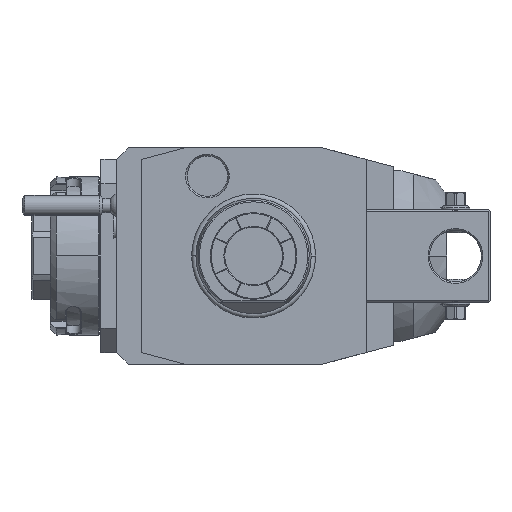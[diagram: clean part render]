
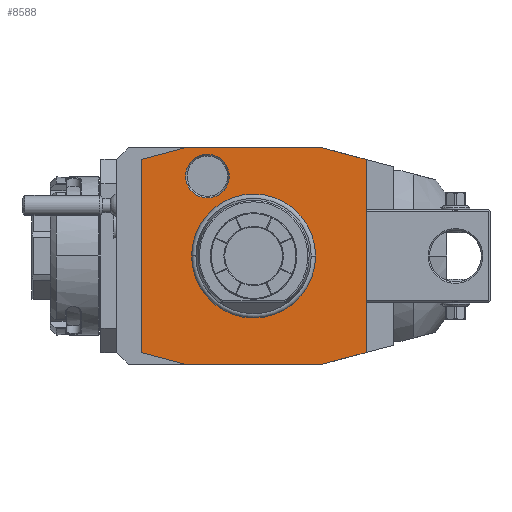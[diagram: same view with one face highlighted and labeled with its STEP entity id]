
A CAD part, front view. The second image highlights one B-rep face of the part: STEP entity #8588.
In plain terms, the highlighted planar face has unit normal (0, -1, 0).
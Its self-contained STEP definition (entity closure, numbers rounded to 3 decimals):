
#1=DIRECTION('',(-1.,0.,0.));
#2=VECTOR('',#1,48.);
#3=CARTESIAN_POINT('',(24.,0.,37.5));
#4=LINE('',#3,#2);
#5=DIRECTION('',(-0.966,0.,0.259));
#6=VECTOR('',#5,15.529);
#7=CARTESIAN_POINT('',(39.,0.,33.481));
#8=LINE('',#7,#6);
#9=DIRECTION('',(0.,0.,1.));
#10=VECTOR('',#9,66.962);
#11=CARTESIAN_POINT('',(39.,0.,-33.481));
#12=LINE('',#11,#10);
#13=DIRECTION('',(0.966,0.,0.259));
#14=VECTOR('',#13,15.529);
#15=CARTESIAN_POINT('',(24.,0.,-37.5));
#16=LINE('',#15,#14);
#17=DIRECTION('',(1.,0.,0.));
#18=VECTOR('',#17,48.);
#19=CARTESIAN_POINT('',(-24.,0.,-37.5));
#20=LINE('',#19,#18);
#21=DIRECTION('',(0.966,0.,-0.259));
#22=VECTOR('',#21,15.529);
#23=CARTESIAN_POINT('',(-39.,0.,-33.481));
#24=LINE('',#23,#22);
#25=DIRECTION('',(0.,0.,-1.));
#26=VECTOR('',#25,66.962);
#27=CARTESIAN_POINT('',(-39.,0.,33.481));
#28=LINE('',#27,#26);
#29=DIRECTION('',(-0.966,0.,-0.259));
#30=VECTOR('',#29,15.529);
#31=CARTESIAN_POINT('',(-24.,0.,37.5));
#32=LINE('',#31,#30);
#33=CARTESIAN_POINT('',(-16.,0.,27.713));
#34=DIRECTION('',(0.,1.,0.));
#35=DIRECTION('',(1.,0.,0.));
#36=AXIS2_PLACEMENT_3D('',#33,#34,#35);
#38=CARTESIAN_POINT('',(-16.,0.,27.713));
#39=DIRECTION('',(0.,1.,0.));
#40=DIRECTION('',(-1.,0.,0.));
#41=AXIS2_PLACEMENT_3D('',#38,#39,#40);
#5309=CARTESIAN_POINT('',(0.,0.,0.));
#5310=DIRECTION('',(0.,1.,0.));
#5311=DIRECTION('',(-1.,0.,0.));
#5312=AXIS2_PLACEMENT_3D('',#5309,#5310,#5311);
#5314=CARTESIAN_POINT('',(0.,0.,0.));
#5315=DIRECTION('',(0.,1.,0.));
#5316=DIRECTION('',(1.,0.,0.));
#5317=AXIS2_PLACEMENT_3D('',#5314,#5315,#5316);
#7528=CARTESIAN_POINT('',(-8.423,0.,27.713));
#7529=CARTESIAN_POINT('',(-23.577,0.,27.713));
#7530=VERTEX_POINT('',#7528);
#7531=VERTEX_POINT('',#7529);
#8355=CARTESIAN_POINT('',(24.,0.,37.5));
#8356=CARTESIAN_POINT('',(-24.,0.,37.5));
#8357=VERTEX_POINT('',#8355);
#8358=VERTEX_POINT('',#8356);
#8359=CARTESIAN_POINT('',(39.,0.,-33.481));
#8360=CARTESIAN_POINT('',(39.,0.,33.481));
#8361=VERTEX_POINT('',#8359);
#8362=VERTEX_POINT('',#8360);
#8363=CARTESIAN_POINT('',(-39.,0.,-33.481));
#8364=CARTESIAN_POINT('',(-24.,0.,-37.5));
#8365=VERTEX_POINT('',#8363);
#8366=VERTEX_POINT('',#8364);
#8367=CARTESIAN_POINT('',(-39.,0.,33.481));
#8368=VERTEX_POINT('',#8367);
#8393=CARTESIAN_POINT('',(24.,0.,-37.5));
#8394=VERTEX_POINT('',#8393);
#8435=CARTESIAN_POINT('',(-21.137,0.,0.));
#8436=CARTESIAN_POINT('',(21.137,0.,0.));
#8437=VERTEX_POINT('',#8435);
#8438=VERTEX_POINT('',#8436);
#8553=CARTESIAN_POINT('',(0.,0.,0.));
#8554=DIRECTION('',(0.,-1.,0.));
#8555=DIRECTION('',(-1.,0.,0.));
#8556=AXIS2_PLACEMENT_3D('',#8553,#8554,#8555);
#8557=PLANE('',#8556);
#8559=ORIENTED_EDGE('',*,*,#8558,.F.);
#8561=ORIENTED_EDGE('',*,*,#8560,.F.);
#8563=ORIENTED_EDGE('',*,*,#8562,.F.);
#8565=ORIENTED_EDGE('',*,*,#8564,.F.);
#8567=ORIENTED_EDGE('',*,*,#8566,.F.);
#8569=ORIENTED_EDGE('',*,*,#8568,.F.);
#8571=ORIENTED_EDGE('',*,*,#8570,.F.);
#8573=ORIENTED_EDGE('',*,*,#8572,.F.);
#8574=EDGE_LOOP('',(#8559,#8561,#8563,#8565,#8567,#8569,#8571,#8573));
#8575=FACE_OUTER_BOUND('',#8574,.F.);
#8577=ORIENTED_EDGE('',*,*,#8576,.F.);
#8579=ORIENTED_EDGE('',*,*,#8578,.F.);
#8580=EDGE_LOOP('',(#8577,#8579));
#8581=FACE_BOUND('',#8580,.F.);
#8583=ORIENTED_EDGE('',*,*,#8582,.F.);
#8585=ORIENTED_EDGE('',*,*,#8584,.F.);
#8586=EDGE_LOOP('',(#8583,#8585));
#8587=FACE_BOUND('',#8586,.F.);
#37=CIRCLE('',#36,7.577);
#42=CIRCLE('',#41,7.577);
#5313=CIRCLE('',#5312,21.137);
#5318=CIRCLE('',#5317,21.137);
#8558=EDGE_CURVE('',#8357,#8358,#4,.T.);
#8560=EDGE_CURVE('',#8362,#8357,#8,.T.);
#8562=EDGE_CURVE('',#8361,#8362,#12,.T.);
#8564=EDGE_CURVE('',#8394,#8361,#16,.T.);
#8566=EDGE_CURVE('',#8366,#8394,#20,.T.);
#8568=EDGE_CURVE('',#8365,#8366,#24,.T.);
#8570=EDGE_CURVE('',#8368,#8365,#28,.T.);
#8572=EDGE_CURVE('',#8358,#8368,#32,.T.);
#8576=EDGE_CURVE('',#8437,#8438,#5313,.T.);
#8578=EDGE_CURVE('',#8438,#8437,#5318,.T.);
#8582=EDGE_CURVE('',#7530,#7531,#37,.T.);
#8584=EDGE_CURVE('',#7531,#7530,#42,.T.);
#8588=ADVANCED_FACE('',(#8575,#8581,#8587),#8557,.T.);
